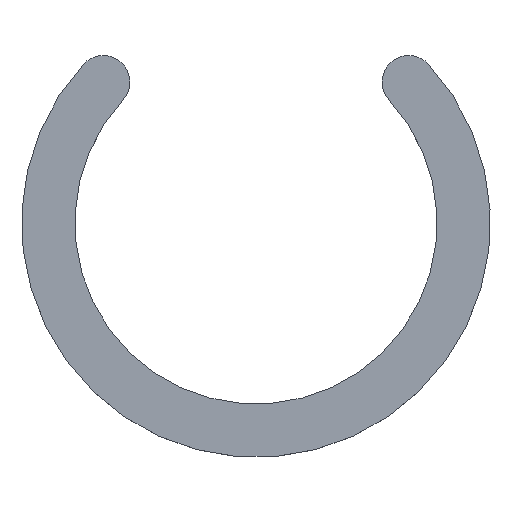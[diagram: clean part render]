
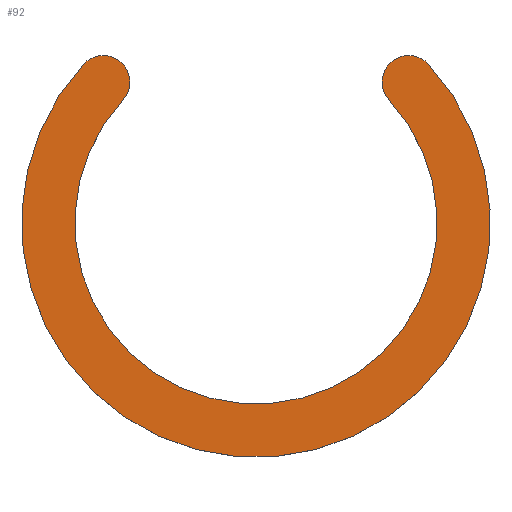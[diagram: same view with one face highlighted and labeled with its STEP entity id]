
A CAD part, top view. The second image highlights one B-rep face of the part: STEP entity #92.
In plain terms, the highlighted planar face has unit normal (0, 0, 1).
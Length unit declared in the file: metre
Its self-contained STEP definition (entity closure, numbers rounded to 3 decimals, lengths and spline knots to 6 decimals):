
#32=ORIENTED_EDGE('',*,*,#55,.T.);
#33=ORIENTED_EDGE('',*,*,#56,.T.);
#34=ORIENTED_EDGE('',*,*,#57,.T.);
#35=ORIENTED_EDGE('',*,*,#53,.F.);
#53=EDGE_CURVE('',#64,#65,#72,.T.);
#55=EDGE_CURVE('',#64,#66,#73,.T.);
#56=EDGE_CURVE('',#66,#67,#74,.T.);
#57=EDGE_CURVE('',#67,#65,#75,.T.);
#64=VERTEX_POINT('',#169);
#65=VERTEX_POINT('',#171);
#66=VERTEX_POINT('',#175);
#67=VERTEX_POINT('',#177);
#72=CIRCLE('',#115,0.0085);
#73=CIRCLE('',#117,0.00125);
#74=CIRCLE('',#118,0.011);
#75=CIRCLE('',#119,0.00125);
#78=EDGE_LOOP('',(#32,#33,#34,#35));
#84=FACE_BOUND('',#78,.T.);
#89=PLANE('',#116);
#92=ADVANCED_FACE('',(#84),#89,.T.);
#115=AXIS2_PLACEMENT_3D('',#170,#138,#139);
#116=AXIS2_PLACEMENT_3D('',#173,#141,#142);
#117=AXIS2_PLACEMENT_3D('',#174,#143,#144);
#118=AXIS2_PLACEMENT_3D('',#176,#145,#146);
#119=AXIS2_PLACEMENT_3D('',#178,#147,#148);
#138=DIRECTION('',(0.,0.,1.));
#139=DIRECTION('',(1.,0.,0.));
#141=DIRECTION('',(0.,0.,1.));
#142=DIRECTION('',(1.,0.,0.));
#143=DIRECTION('',(0.,0.,1.));
#144=DIRECTION('',(1.,0.,0.));
#145=DIRECTION('',(0.,0.,1.));
#146=DIRECTION('',(1.,0.,0.));
#147=DIRECTION('',(0.,0.,1.));
#148=DIRECTION('',(1.,0.,0.));
#169=CARTESIAN_POINT('',(-0.006253,0.005757,0.0262));
#170=CARTESIAN_POINT('',(0.,0.,0.0262));
#171=CARTESIAN_POINT('',(0.006253,0.005757,0.0262));
#173=CARTESIAN_POINT('',(-0.006267,0.007469,0.0262));
#174=CARTESIAN_POINT('',(-0.007173,0.006604,0.0262));
#175=CARTESIAN_POINT('',(-0.008093,0.00745,0.0262));
#176=CARTESIAN_POINT('',(0.,0.,0.0262));
#177=CARTESIAN_POINT('',(0.008093,0.00745,0.0262));
#178=CARTESIAN_POINT('',(0.007173,0.006604,0.0262));
